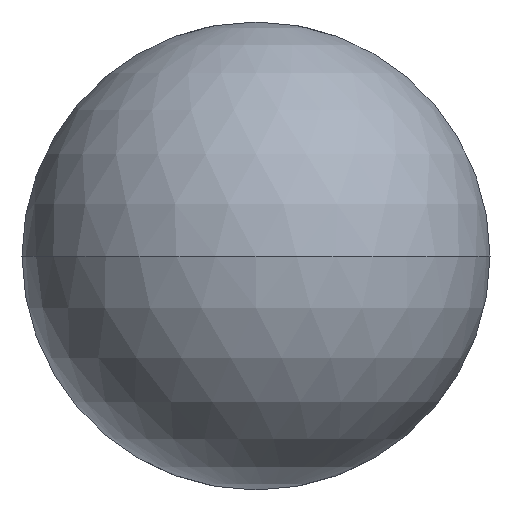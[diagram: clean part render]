
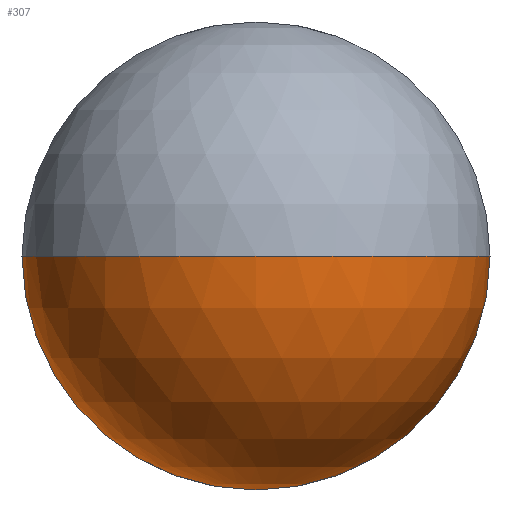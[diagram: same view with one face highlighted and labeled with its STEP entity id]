
A CAD part, front view. The second image highlights one B-rep face of the part: STEP entity #307.
In plain terms, the highlighted spherical face has radius 7.938 mm.
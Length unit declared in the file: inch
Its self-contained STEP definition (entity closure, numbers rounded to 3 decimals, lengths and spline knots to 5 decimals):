
#1 = DIRECTION ( 'NONE',  ( 0., 0., -1. ) ) ;
#4 = ORIENTED_EDGE ( 'NONE', *, *, #162, .F. ) ;
#14 = DIRECTION ( 'NONE',  ( 0., -1., 0. ) ) ;
#30 = VERTEX_POINT ( 'NONE', #400 ) ;
#34 = AXIS2_PLACEMENT_3D ( 'NONE', #356, #14, #45 ) ;
#35 = AXIS2_PLACEMENT_3D ( 'NONE', #380, #176, #521 ) ;
#42 = DIRECTION ( 'NONE',  ( 0., -1., 0. ) ) ;
#45 = DIRECTION ( 'NONE',  ( 0., 0., -1. ) ) ;
#47 = CARTESIAN_POINT ( 'NONE',  ( 0., 0.3125, 0. ) ) ;
#49 = VERTEX_POINT ( 'NONE', #391 ) ;
#57 = EDGE_CURVE ( 'NONE', #413, #30, #236, .T. ) ;
#72 = ORIENTED_EDGE ( 'NONE', *, *, #346, .T. ) ;
#76 = DIRECTION ( 'NONE',  ( -1., 0., 0. ) ) ;
#109 = AXIS2_PLACEMENT_3D ( 'NONE', #47, #269, #76 ) ;
#153 = CIRCLE ( 'NONE', #459, 0.3125 ) ;
#162 = EDGE_CURVE ( 'NONE', #413, #49, #525, .T. ) ;
#171 = DIRECTION ( 'NONE',  ( 1., 0., 0. ) ) ;
#176 = DIRECTION ( 'NONE',  ( 0., 0., -1. ) ) ;
#183 = AXIS2_PLACEMENT_3D ( 'NONE', #322, #291, #171 ) ;
#206 = CARTESIAN_POINT ( 'NONE',  ( -0.3125, 0.3125, 0. ) ) ;
#223 = SPHERICAL_SURFACE ( 'NONE', #35, 0.3125 ) ;
#236 = CIRCLE ( 'NONE', #34, 0.3125 ) ;
#242 = CARTESIAN_POINT ( 'NONE',  ( 0.3125, 0.3125, 0. ) ) ;
#255 = EDGE_CURVE ( 'NONE', #414, #49, #517, .T. ) ;
#269 = DIRECTION ( 'NONE',  ( 0., 0., -1. ) ) ;
#275 = EDGE_LOOP ( 'NONE', ( #317, #72, #453, #4 ) ) ;
#291 = DIRECTION ( 'NONE',  ( 0., 0., 1. ) ) ;
#307 = ADVANCED_FACE ( 'NONE', ( #399 ), #223, .T. ) ;
#317 = ORIENTED_EDGE ( 'NONE', *, *, #57, .T. ) ;
#322 = CARTESIAN_POINT ( 'NONE',  ( 0., 0.3125, 0. ) ) ;
#346 = EDGE_CURVE ( 'NONE', #30, #414, #153, .T. ) ;
#356 = CARTESIAN_POINT ( 'NONE',  ( 0., 0.3125, 0. ) ) ;
#380 = CARTESIAN_POINT ( 'NONE',  ( 0., 0.3125, 0. ) ) ;
#388 = CARTESIAN_POINT ( 'NONE',  ( 0., 0.3125, 0. ) ) ;
#391 = CARTESIAN_POINT ( 'NONE',  ( 0., 0., 0. ) ) ;
#399 = FACE_OUTER_BOUND ( 'NONE', #275, .T. ) ;
#400 = CARTESIAN_POINT ( 'NONE',  ( 0., 0.3125, -0.3125 ) ) ;
#413 = VERTEX_POINT ( 'NONE', #206 ) ;
#414 = VERTEX_POINT ( 'NONE', #242 ) ;
#453 = ORIENTED_EDGE ( 'NONE', *, *, #255, .T. ) ;
#459 = AXIS2_PLACEMENT_3D ( 'NONE', #388, #42, #1 ) ;
#517 = CIRCLE ( 'NONE', #109, 0.3125 ) ;
#521 = DIRECTION ( 'NONE',  ( -1., 0., 0. ) ) ;
#525 = CIRCLE ( 'NONE', #183, 0.3125 ) ;
